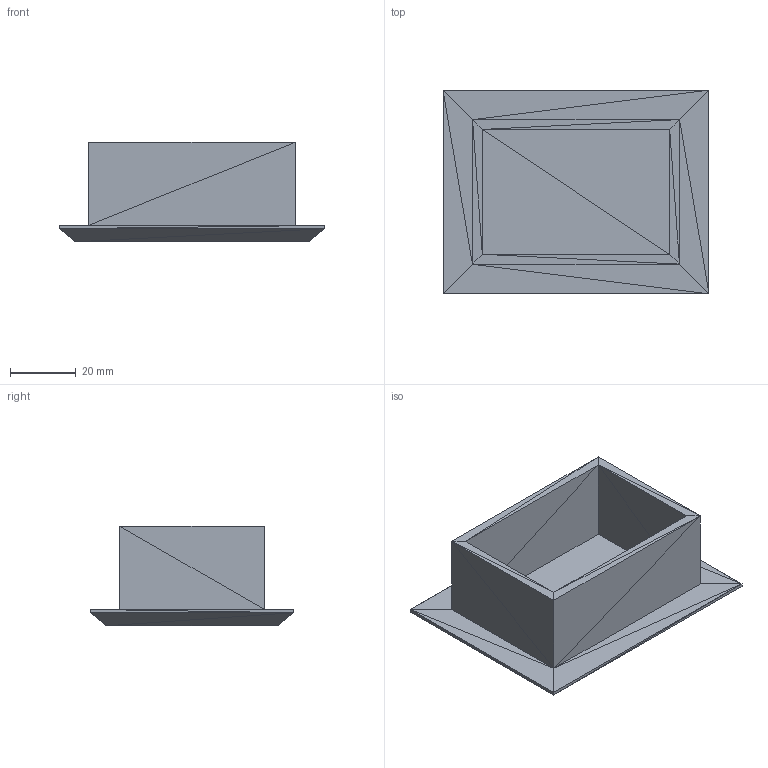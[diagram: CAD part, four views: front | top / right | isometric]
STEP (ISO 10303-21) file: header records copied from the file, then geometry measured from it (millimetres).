
FILE_DESCRIPTION(('FreeCAD Model'),'2;1');
FILE_NAME('battery_holder.step','2015-09-10T21:50:20',( 'Author'),(''),'Open CASCADE STEP processor 6.8','FreeCAD','Unknown' );
FILE_SCHEMA(('AUTOMOTIVE_DESIGN_CC2 { 1 2 10303 214 -1 1 5 4 }'));
Length unit declared in the file: millimetre
Products named in the file (1): Shape
Bounding box: 81.15 x 62.1 x 30.4 mm (x, y, z)
Volume: 36807.2 mm3; surface area: 21121.5 mm2
Topology: 1 solids, 1 shells, 52 faces, 78 edges, 28 vertices
Faces by surface type: plane 52
Entity records: 1983 total; most frequent: CARTESIAN_POINT 393, DIRECTION 262, ORIENTED_EDGE 156, LINE 156, VECTOR 156, PCURVE 156, DEFINITIONAL_REPRESENTATION 156, EDGE_CURVE 78
